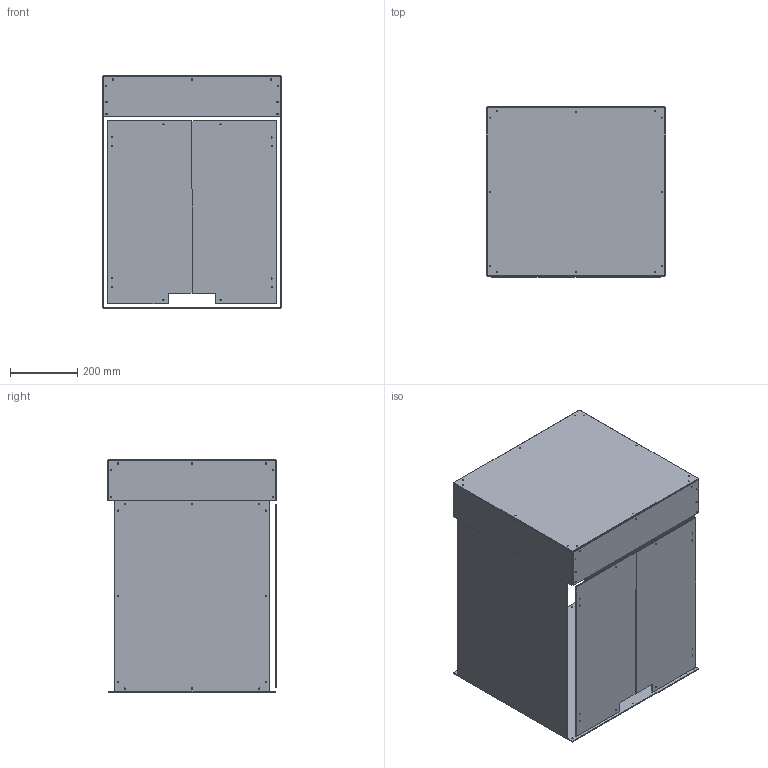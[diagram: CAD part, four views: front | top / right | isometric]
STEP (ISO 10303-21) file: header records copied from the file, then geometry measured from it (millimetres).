
FILE_DESCRIPTION(/* description */ (''),/* implementation_level */ '2;1');
FILE_NAME(/* name */ 'Pannels.step',/* time_stamp */ '2022-06-02T09:42:58-04:00',/* author */ (''),/* organization */ (''),/* preprocessor_version */ 'ST-DEVELOPER v19',/* originating_system */ 'Autodesk Translation Framework v11.7.0.108',/* authorisation */ '');
FILE_SCHEMA (('AUTOMOTIVE_DESIGN { 1 0 10303 214 3 1 1 }'));
Length unit declared in the file: millimetre
Products named in the file (14): VzBoT-Vz-330; Enclosure; right panel (1); left panel (1); Front panels; Left panel; right panel ; bottom panel; Top Cover; back panel; right panel; left panel_1; top panel; panel front
Assembly tree (13 placements, depth 4):
  VzBoT-Vz-330
    Enclosure
      right panel (1)
      left panel (1)
      Front panels
        Left panel
        right panel 
      bottom panel
      Top Cover
        back panel
        right panel
        left panel_1
        top panel
        panel front
Bounding box: 536 x 506 x 696 mm (x, y, z)
Volume: 4712891.9 mm3; surface area: 3194866.6 mm2
Topology: 10 solids, 10 shells, 166 faces, 438 edges, 292 vertices
Faces by surface type: cylinder 99, plane 67
Full cylindrical faces by diameter (mm): 3.3 x72, 4.2 x4, 4.3 x4, 4.4 x12, 5.4 x4
Entity records: 6647 total; most frequent: DIRECTION 1024, CARTESIAN_POINT 924, ORIENTED_EDGE 876, EDGE_CURVE 438, AXIS2_PLACEMENT_3D 392, EDGE_LOOP 358, VERTEX_POINT 292, LINE 240
